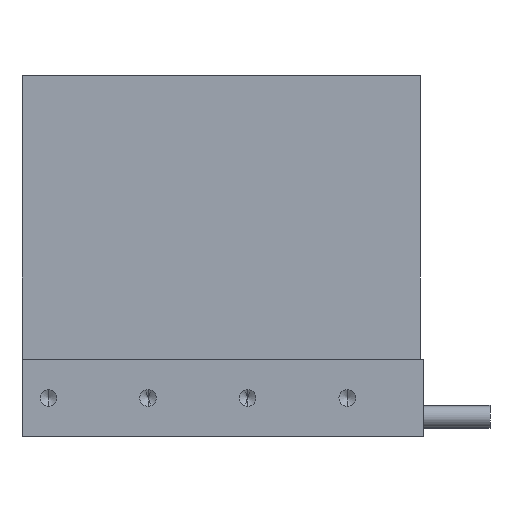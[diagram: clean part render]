
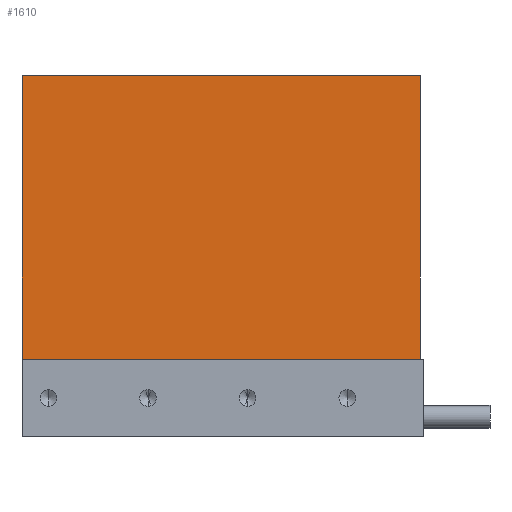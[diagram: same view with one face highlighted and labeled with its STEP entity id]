
A CAD part, front view. The second image highlights one B-rep face of the part: STEP entity #1610.
In plain terms, the highlighted planar face has unit normal (0, -1, 0).
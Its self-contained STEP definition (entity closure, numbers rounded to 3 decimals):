
#60 = CARTESIAN_POINT ( 'NONE',  ( 59.5, -5., 108.8 ) ) ;
#147 = LINE ( 'NONE', #324, #336 ) ;
#313 = CARTESIAN_POINT ( 'NONE',  ( 59.5, -5., 108.8 ) ) ;
#324 = CARTESIAN_POINT ( 'NONE',  ( -60.5, -5., 108.8 ) ) ;
#336 = VECTOR ( 'NONE', #823, 1000. ) ;
#385 = ORIENTED_EDGE ( 'NONE', *, *, #1611, .F. ) ;
#388 = CARTESIAN_POINT ( 'NONE',  ( 59.5, -5., 108.8 ) ) ;
#392 = ORIENTED_EDGE ( 'NONE', *, *, #1962, .T. ) ;
#423 = FACE_OUTER_BOUND ( 'NONE', #523, .T. ) ;
#523 = EDGE_LOOP ( 'NONE', ( #392, #1179, #385, #755 ) ) ;
#652 = DIRECTION ( 'NONE',  ( 0., 0., -1. ) ) ;
#755 = ORIENTED_EDGE ( 'NONE', *, *, #1255, .T. ) ;
#756 = LINE ( 'NONE', #1783, #2111 ) ;
#818 = VERTEX_POINT ( 'NONE', #60 ) ;
#823 = DIRECTION ( 'NONE',  ( 0., 0., -1. ) ) ;
#934 = DIRECTION ( 'NONE',  ( 0., 1., 0. ) ) ;
#1061 = DIRECTION ( 'NONE',  ( 1., 0., 0. ) ) ;
#1101 = CARTESIAN_POINT ( 'NONE',  ( 59.5, -5., 108.8 ) ) ;
#1113 = LINE ( 'NONE', #388, #2011 ) ;
#1179 = ORIENTED_EDGE ( 'NONE', *, *, #1712, .F. ) ;
#1255 = EDGE_CURVE ( 'NONE', #1533, #1269, #147, .T. ) ;
#1269 = VERTEX_POINT ( 'NONE', #1858 ) ;
#1500 = LINE ( 'NONE', #313, #1584 ) ;
#1533 = VERTEX_POINT ( 'NONE', #1925 ) ;
#1584 = VECTOR ( 'NONE', #652, 1000. ) ;
#1610 = ADVANCED_FACE ( 'NONE', ( #423 ), #2081, .F. ) ;
#1611 = EDGE_CURVE ( 'NONE', #1533, #818, #1113, .T. ) ;
#1618 = DIRECTION ( 'NONE',  ( -1., 0., 0. ) ) ;
#1643 = CARTESIAN_POINT ( 'NONE',  ( 59.5, -5., 23.3 ) ) ;
#1684 = VERTEX_POINT ( 'NONE', #1643 ) ;
#1712 = EDGE_CURVE ( 'NONE', #818, #1684, #1500, .T. ) ;
#1783 = CARTESIAN_POINT ( 'NONE',  ( 59.5, -5., 23.3 ) ) ;
#1858 = CARTESIAN_POINT ( 'NONE',  ( -60.5, -5., 23.3 ) ) ;
#1925 = CARTESIAN_POINT ( 'NONE',  ( -60.5, -5., 108.8 ) ) ;
#1937 = AXIS2_PLACEMENT_3D ( 'NONE', #1101, #934, #1618 ) ;
#1962 = EDGE_CURVE ( 'NONE', #1269, #1684, #756, .T. ) ;
#2011 = VECTOR ( 'NONE', #2018, 1000. ) ;
#2018 = DIRECTION ( 'NONE',  ( 1., 0., 0. ) ) ;
#2081 = PLANE ( 'NONE',  #1937 ) ;
#2111 = VECTOR ( 'NONE', #1061, 1000. ) ;
